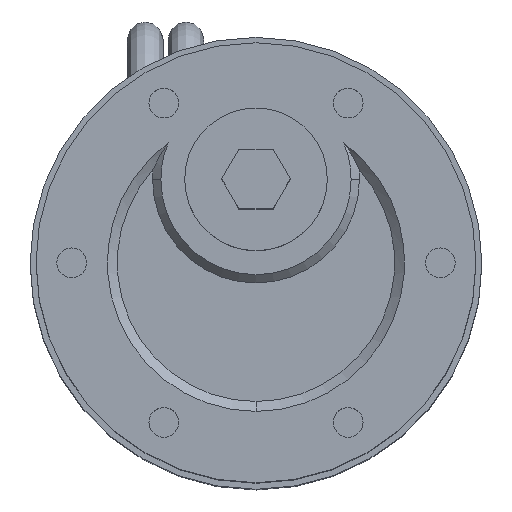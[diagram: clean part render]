
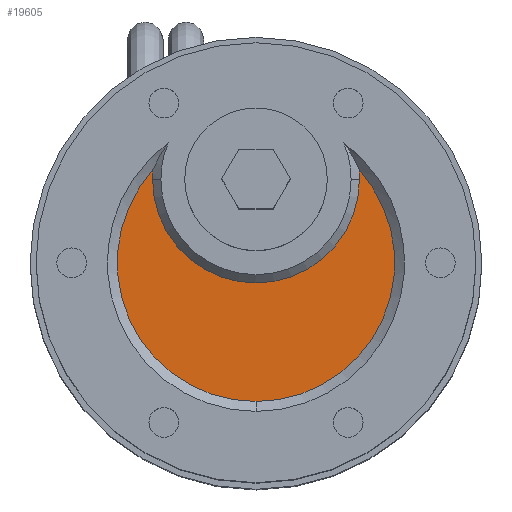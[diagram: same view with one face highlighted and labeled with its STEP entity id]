
A CAD part, top view. The second image highlights one B-rep face of the part: STEP entity #19605.
In plain terms, the highlighted planar face has unit normal (0, 0, 1).
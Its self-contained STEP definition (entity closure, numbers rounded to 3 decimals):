
#556 = CARTESIAN_POINT ( 'NONE',  ( 0., 7., 25.3 ) ) ;
#589 = DIRECTION ( 'NONE',  ( 0., 0., 1. ) ) ;
#830 = DIRECTION ( 'NONE',  ( 0., 0., 1. ) ) ;
#2217 = ORIENTED_EDGE ( 'NONE', *, *, #24111, .F. ) ;
#2850 = AXIS2_PLACEMENT_3D ( 'NONE', #8919, #830, #5086 ) ;
#2854 = FACE_OUTER_BOUND ( 'NONE', #11418, .T. ) ;
#4168 = ORIENTED_EDGE ( 'NONE', *, *, #18036, .T. ) ;
#5086 = DIRECTION ( 'NONE',  ( 1., 0., 0. ) ) ;
#5507 = CARTESIAN_POINT ( 'NONE',  ( 0., 7., 25.3 ) ) ;
#6191 = VERTEX_POINT ( 'NONE', #22040 ) ;
#6517 = VERTEX_POINT ( 'NONE', #6935 ) ;
#6613 = CARTESIAN_POINT ( 'NONE',  ( 0., 7., 25.3 ) ) ;
#6848 = CARTESIAN_POINT ( 'NONE',  ( 0., -11.666, 25.3 ) ) ;
#6935 = CARTESIAN_POINT ( 'NONE',  ( 8.7, 7., 25.3 ) ) ;
#7203 = CIRCLE ( 'NONE', #17677, 8.7 ) ;
#7763 = VERTEX_POINT ( 'NONE', #21347 ) ;
#8919 = CARTESIAN_POINT ( 'NONE',  ( 0., 3.5, 25.3 ) ) ;
#9705 = AXIS2_PLACEMENT_3D ( 'NONE', #556, #20497, #22416 ) ;
#10554 = VERTEX_POINT ( 'NONE', #6848 ) ;
#10604 = CARTESIAN_POINT ( 'NONE',  ( 0., 0., 25.3 ) ) ;
#11418 = EDGE_LOOP ( 'NONE', ( #4168, #25252, #2217, #17541, #14721 ) ) ;
#11635 = VERTEX_POINT ( 'NONE', #23897 ) ;
#12569 = CIRCLE ( 'NONE', #15481, 11.666 ) ;
#12959 = CIRCLE ( 'NONE', #9705, 8.7 ) ;
#12966 = DIRECTION ( 'NONE',  ( 0., -1., 0. ) ) ;
#14037 = AXIS2_PLACEMENT_3D ( 'NONE', #6613, #20536, #18706 ) ;
#14721 = ORIENTED_EDGE ( 'NONE', *, *, #20402, .F. ) ;
#15481 = AXIS2_PLACEMENT_3D ( 'NONE', #23231, #20898, #12966 ) ;
#16530 = AXIS2_PLACEMENT_3D ( 'NONE', #10604, #589, #16680 ) ;
#16680 = DIRECTION ( 'NONE',  ( 0., -1., 0. ) ) ;
#17541 = ORIENTED_EDGE ( 'NONE', *, *, #21021, .F. ) ;
#17677 = AXIS2_PLACEMENT_3D ( 'NONE', #5507, #23454, #21695 ) ;
#18036 = EDGE_CURVE ( 'NONE', #7763, #10554, #12569, .T. ) ;
#18706 = DIRECTION ( 'NONE',  ( -1., 0., 0. ) ) ;
#19605 = ADVANCED_FACE ( 'NONE', ( #2854 ), #24941, .T. ) ;
#20402 = EDGE_CURVE ( 'NONE', #7763, #6191, #7203, .T. ) ;
#20497 = DIRECTION ( 'NONE',  ( 0., 0., 1. ) ) ;
#20536 = DIRECTION ( 'NONE',  ( 0., 0., 1. ) ) ;
#20898 = DIRECTION ( 'NONE',  ( 0., 0., 1. ) ) ;
#21021 = EDGE_CURVE ( 'NONE', #6191, #6517, #25247, .T. ) ;
#21347 = CARTESIAN_POINT ( 'NONE',  ( -8.662, 7.814, 25.3 ) ) ;
#21695 = DIRECTION ( 'NONE',  ( -1., 0., 0. ) ) ;
#21810 = EDGE_CURVE ( 'NONE', #10554, #11635, #22415, .T. ) ;
#22040 = CARTESIAN_POINT ( 'NONE',  ( -8.7, 7., 25.3 ) ) ;
#22415 = CIRCLE ( 'NONE', #16530, 11.666 ) ;
#22416 = DIRECTION ( 'NONE',  ( -1., 0., 0. ) ) ;
#23231 = CARTESIAN_POINT ( 'NONE',  ( 0., 0., 25.3 ) ) ;
#23454 = DIRECTION ( 'NONE',  ( 0., 0., 1. ) ) ;
#23897 = CARTESIAN_POINT ( 'NONE',  ( 8.662, 7.814, 25.3 ) ) ;
#24111 = EDGE_CURVE ( 'NONE', #6517, #11635, #12959, .T. ) ;
#24941 = PLANE ( 'NONE',  #2850 ) ;
#25247 = CIRCLE ( 'NONE', #14037, 8.7 ) ;
#25252 = ORIENTED_EDGE ( 'NONE', *, *, #21810, .T. ) ;
